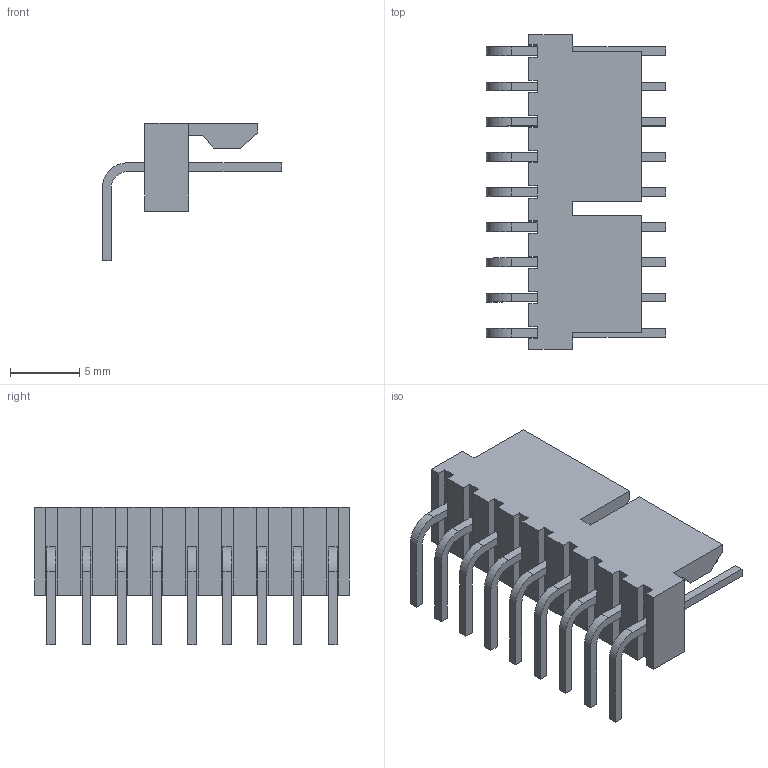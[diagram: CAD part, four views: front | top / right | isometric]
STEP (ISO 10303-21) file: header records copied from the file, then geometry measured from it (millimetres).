
FILE_DESCRIPTION(('FreeCAD Model'),'2;1');
FILE_NAME('Open CASCADE Shape Model','2022-09-21T02:32:01',('Author'),( ''),'Open CASCADE STEP processor 7.5','FreeCAD','Unknown');
FILE_SCHEMA(('AUTOMOTIVE_DESIGN { 1 0 10303 214 1 1 1 1 }'));
Length unit declared in the file: millimetre
Products named in the file (2): Part; SOLID
Assembly tree (1 placements, depth 2):
  Part
    SOLID
Bounding box: 12.93 x 22.71 x 9.93 mm (x, y, z)
Volume: 619.8 mm3; surface area: 1139 mm2
Topology: 1 solids, 1 shells, 182 faces, 486 edges, 324 vertices
Faces by surface type: plane 164, cylinder 18
Entity records: 13204 total; most frequent: CARTESIAN_POINT 2074, DIRECTION 1844, LINE 1386, VECTOR 1386, ORIENTED_EDGE 972, PCURVE 972, DEFINITIONAL_REPRESENTATION 972, EDGE_CURVE 486
